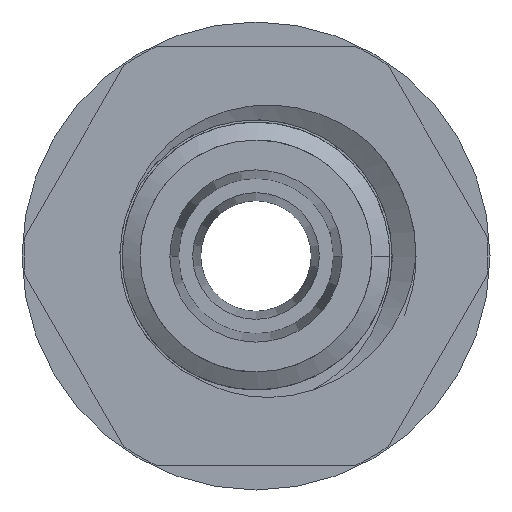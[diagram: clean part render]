
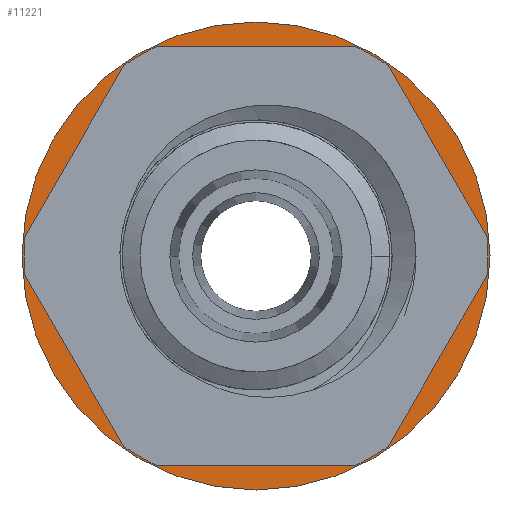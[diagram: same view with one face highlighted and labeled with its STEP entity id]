
A CAD part, front view. The second image highlights one B-rep face of the part: STEP entity #11221.
In plain terms, the highlighted planar face has unit normal (0, -1, 0).
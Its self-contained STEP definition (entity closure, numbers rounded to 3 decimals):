
#274 = AXIS2_PLACEMENT_3D ( 'NONE', #7929, #7930, #7931 ) ;
#1144 = DIRECTION ( 'NONE',  ( 0., 0., 1. ) ) ;
#1150 = CARTESIAN_POINT ( 'NONE',  ( 0., -9.156, 0. ) ) ;
#1169 = DIRECTION ( 'NONE',  ( 0., 1., 0. ) ) ;
#2052 = EDGE_CURVE ( 'NONE', #13279, #13274, #14272, .T. ) ;
#2886 = CARTESIAN_POINT ( 'NONE',  ( 0., -9.156, 0. ) ) ;
#2889 = DIRECTION ( 'NONE',  ( 0., -1., 0. ) ) ;
#2894 = DIRECTION ( 'NONE',  ( 0., 0., 1. ) ) ;
#3067 = DIRECTION ( 'NONE',  ( 0., 0., 1. ) ) ;
#3068 = DIRECTION ( 'NONE',  ( 0., -1., 0. ) ) ;
#3093 = CARTESIAN_POINT ( 'NONE',  ( 0., -9.156, 0. ) ) ;
#3110 = CARTESIAN_POINT ( 'NONE',  ( 5.485, -9.156, 9.5 ) ) ;
#3158 = LINE ( 'NONE', #3110, #14011 ) ;
#3204 = DIRECTION ( 'NONE',  ( 0.5, 0., -0.866 ) ) ;
#3382 = DIRECTION ( 'NONE',  ( 0., -1., 0. ) ) ;
#3391 = DIRECTION ( 'NONE',  ( 0., 0., 1. ) ) ;
#3394 = CARTESIAN_POINT ( 'NONE',  ( 0., -9.156, 0. ) ) ;
#3416 = CARTESIAN_POINT ( 'NONE',  ( 0., -9.156, 0. ) ) ;
#3417 = CARTESIAN_POINT ( 'NONE',  ( 0., -9.156, 0. ) ) ;
#3421 = DIRECTION ( 'NONE',  ( 0., 1., 0. ) ) ;
#3437 = DIRECTION ( 'NONE',  ( 0., 0., 1. ) ) ;
#3445 = DIRECTION ( 'NONE',  ( 0., -1., 0. ) ) ;
#3451 = LINE ( 'NONE', #3502, #13983 ) ;
#3453 = DIRECTION ( 'NONE',  ( 0., 0., 1. ) ) ;
#3471 = DIRECTION ( 'NONE',  ( -0.5, 0., 0.866 ) ) ;
#3472 = DIRECTION ( 'NONE',  ( 1., 0., 0. ) ) ;
#3479 = DIRECTION ( 'NONE',  ( -0.5, 0., -0.866 ) ) ;
#3480 = CARTESIAN_POINT ( 'NONE',  ( 10.97, -9.156, 0. ) ) ;
#3493 = LINE ( 'NONE', #3480, #14024 ) ;
#3496 = LINE ( 'NONE', #3500, #14026 ) ;
#3500 = CARTESIAN_POINT ( 'NONE',  ( -5.485, -9.156, 9.5 ) ) ;
#3502 = CARTESIAN_POINT ( 'NONE',  ( -5.485, -9.156, -9.5 ) ) ;
#3519 = DIRECTION ( 'NONE',  ( 0., -1., 0. ) ) ;
#3527 = DIRECTION ( 'NONE',  ( -1., 0., 0. ) ) ;
#3531 = DIRECTION ( 'NONE',  ( 0., 0., 1. ) ) ;
#3542 = CARTESIAN_POINT ( 'NONE',  ( 5.485, -9.156, -9.5 ) ) ;
#3546 = CARTESIAN_POINT ( 'NONE',  ( 0., -9.156, 0. ) ) ;
#3548 = LINE ( 'NONE', #3542, #14034 ) ;
#3572 = LINE ( 'NONE', #3630, #14063 ) ;
#3629 = CARTESIAN_POINT ( 'NONE',  ( 0., -9.156, 0. ) ) ;
#3630 = CARTESIAN_POINT ( 'NONE',  ( -10.97, -9.156, 0. ) ) ;
#3649 = DIRECTION ( 'NONE',  ( 0., 0., 1. ) ) ;
#3659 = DIRECTION ( 'NONE',  ( 0.5, 0., 0.866 ) ) ;
#3667 = DIRECTION ( 'NONE',  ( 0., -1., 0. ) ) ;
#7884 = FACE_BOUND ( 'NONE', #12251, .T. ) ;
#7910 = FACE_OUTER_BOUND ( 'NONE', #12278, .T. ) ;
#7929 = CARTESIAN_POINT ( 'NONE',  ( 0., -9.156, 0. ) ) ;
#7930 = DIRECTION ( 'NONE',  ( 0., 1., 0. ) ) ;
#7931 = DIRECTION ( 'NONE',  ( 0., 0., 1. ) ) ;
#7935 = PLANE ( 'NONE',  #274 ) ;
#10060 = CARTESIAN_POINT ( 'NONE',  ( -5.991, -9.156, 8.623 ) ) ;
#10091 = CARTESIAN_POINT ( 'NONE',  ( -10.463, -9.156, -0.877 ) ) ;
#10103 = CARTESIAN_POINT ( 'NONE',  ( -4.472, -9.156, 9.5 ) ) ;
#10120 = CARTESIAN_POINT ( 'NONE',  ( -4.472, -9.156, -9.5 ) ) ;
#10123 = CARTESIAN_POINT ( 'NONE',  ( 4.472, -9.156, 9.5 ) ) ;
#10128 = CARTESIAN_POINT ( 'NONE',  ( -5.991, -9.156, -8.623 ) ) ;
#10143 = CARTESIAN_POINT ( 'NONE',  ( 4.472, -9.156, -9.5 ) ) ;
#10152 = CARTESIAN_POINT ( 'NONE',  ( -10.463, -9.156, 0.877 ) ) ;
#10158 = CARTESIAN_POINT ( 'NONE',  ( 5.991, -9.156, -8.623 ) ) ;
#10162 = CARTESIAN_POINT ( 'NONE',  ( 10.463, -9.156, -0.877 ) ) ;
#10229 = CARTESIAN_POINT ( 'NONE',  ( 10.463, -9.156, 0.877 ) ) ;
#10231 = CARTESIAN_POINT ( 'NONE',  ( 5.991, -9.156, 8.623 ) ) ;
#10405 = CARTESIAN_POINT ( 'NONE',  ( 0., -9.156, -10.6 ) ) ;
#10408 = CARTESIAN_POINT ( 'NONE',  ( 0., -9.156, 10.6 ) ) ;
#10727 = EDGE_CURVE ( 'NONE', #12759, #12634, #13941, .T. ) ;
#10760 = EDGE_CURVE ( 'NONE', #12672, #12748, #13956, .T. ) ;
#10774 = EDGE_CURVE ( 'NONE', #12759, #12748, #3158, .T. ) ;
#10800 = EDGE_CURVE ( 'NONE', #12606, #12622, #13981, .T. ) ;
#10809 = EDGE_CURVE ( 'NONE', #12637, #12596, #13998, .T. ) ;
#10810 = EDGE_CURVE ( 'NONE', #13274, #13279, #13982, .T. ) ;
#10812 = EDGE_CURVE ( 'NONE', #12648, #12596, #3451, .T. ) ;
#10818 = EDGE_CURVE ( 'NONE', #12606, #12634, #3496, .T. ) ;
#10822 = EDGE_CURVE ( 'NONE', #12672, #12651, #3493, .T. ) ;
#10826 = EDGE_CURVE ( 'NONE', #12658, #12651, #14075, .T. ) ;
#10832 = EDGE_CURVE ( 'NONE', #12658, #12635, #3548, .T. ) ;
#10840 = EDGE_CURVE ( 'NONE', #12637, #12622, #3572, .T. ) ;
#10842 = EDGE_CURVE ( 'NONE', #12648, #12635, #14076, .T. ) ;
#11221 = ADVANCED_FACE ( 'NONE', ( #7884, #7910 ), #7935, .F. ) ;
#11870 = ORIENTED_EDGE ( 'NONE', *, *, #10800, .F. ) ;
#11883 = ORIENTED_EDGE ( 'NONE', *, *, #10809, .F. ) ;
#11894 = ORIENTED_EDGE ( 'NONE', *, *, #10842, .F. ) ;
#11896 = ORIENTED_EDGE ( 'NONE', *, *, #10760, .F. ) ;
#11898 = ORIENTED_EDGE ( 'NONE', *, *, #10832, .T. ) ;
#11912 = ORIENTED_EDGE ( 'NONE', *, *, #10818, .T. ) ;
#11913 = ORIENTED_EDGE ( 'NONE', *, *, #2052, .F. ) ;
#11919 = ORIENTED_EDGE ( 'NONE', *, *, #10826, .F. ) ;
#11929 = ORIENTED_EDGE ( 'NONE', *, *, #10774, .T. ) ;
#11948 = ORIENTED_EDGE ( 'NONE', *, *, #10840, .T. ) ;
#11958 = ORIENTED_EDGE ( 'NONE', *, *, #10727, .F. ) ;
#11961 = ORIENTED_EDGE ( 'NONE', *, *, #10812, .T. ) ;
#11965 = ORIENTED_EDGE ( 'NONE', *, *, #10822, .T. ) ;
#11986 = ORIENTED_EDGE ( 'NONE', *, *, #10810, .F. ) ;
#12251 = EDGE_LOOP ( 'NONE', ( #11958, #11929, #11896, #11965, #11919, #11898, #11894, #11961, #11883, #11948, #11870, #11912 ) ) ;
#12278 = EDGE_LOOP ( 'NONE', ( #11913, #11986 ) ) ;
#12596 = VERTEX_POINT ( 'NONE', #10091 ) ;
#12606 = VERTEX_POINT ( 'NONE', #10103 ) ;
#12622 = VERTEX_POINT ( 'NONE', #10060 ) ;
#12634 = VERTEX_POINT ( 'NONE', #10123 ) ;
#12635 = VERTEX_POINT ( 'NONE', #10120 ) ;
#12637 = VERTEX_POINT ( 'NONE', #10152 ) ;
#12648 = VERTEX_POINT ( 'NONE', #10128 ) ;
#12651 = VERTEX_POINT ( 'NONE', #10158 ) ;
#12658 = VERTEX_POINT ( 'NONE', #10143 ) ;
#12672 = VERTEX_POINT ( 'NONE', #10162 ) ;
#12748 = VERTEX_POINT ( 'NONE', #10229 ) ;
#12759 = VERTEX_POINT ( 'NONE', #10231 ) ;
#13274 = VERTEX_POINT ( 'NONE', #10405 ) ;
#13279 = VERTEX_POINT ( 'NONE', #10408 ) ;
#13939 = AXIS2_PLACEMENT_3D ( 'NONE', #3093, #3068, #3067 ) ;
#13941 = CIRCLE ( 'NONE', #13963, 10.5 ) ;
#13956 = CIRCLE ( 'NONE', #13939, 10.5 ) ;
#13963 = AXIS2_PLACEMENT_3D ( 'NONE', #2886, #2889, #2894 ) ;
#13981 = CIRCLE ( 'NONE', #13999, 10.5 ) ;
#13982 = CIRCLE ( 'NONE', #13993, 10.6 ) ;
#13983 = VECTOR ( 'NONE', #3471, 1000. ) ;
#13993 = AXIS2_PLACEMENT_3D ( 'NONE', #3417, #3421, #3437 ) ;
#13998 = CIRCLE ( 'NONE', #14022, 10.5 ) ;
#13999 = AXIS2_PLACEMENT_3D ( 'NONE', #3394, #3382, #3391 ) ;
#14011 = VECTOR ( 'NONE', #3204, 1000. ) ;
#14022 = AXIS2_PLACEMENT_3D ( 'NONE', #3416, #3445, #3453 ) ;
#14024 = VECTOR ( 'NONE', #3479, 1000. ) ;
#14026 = VECTOR ( 'NONE', #3472, 1000. ) ;
#14028 = AXIS2_PLACEMENT_3D ( 'NONE', #3629, #3667, #3649 ) ;
#14034 = VECTOR ( 'NONE', #3527, 1000. ) ;
#14063 = VECTOR ( 'NONE', #3659, 1000. ) ;
#14070 = AXIS2_PLACEMENT_3D ( 'NONE', #3546, #3519, #3531 ) ;
#14075 = CIRCLE ( 'NONE', #14070, 10.5 ) ;
#14076 = CIRCLE ( 'NONE', #14028, 10.5 ) ;
#14272 = CIRCLE ( 'NONE', #14273, 10.6 ) ;
#14273 = AXIS2_PLACEMENT_3D ( 'NONE', #1150, #1169, #1144 ) ;
